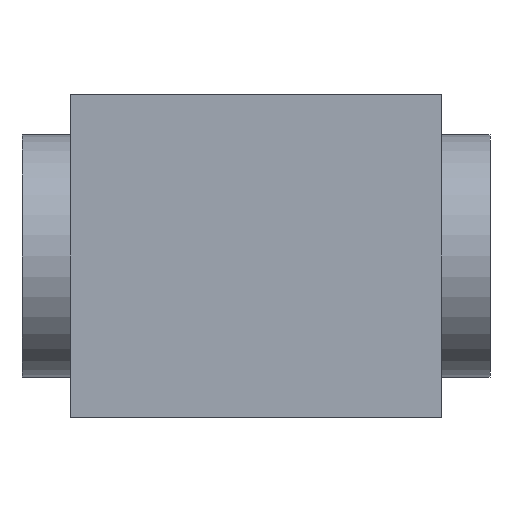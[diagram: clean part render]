
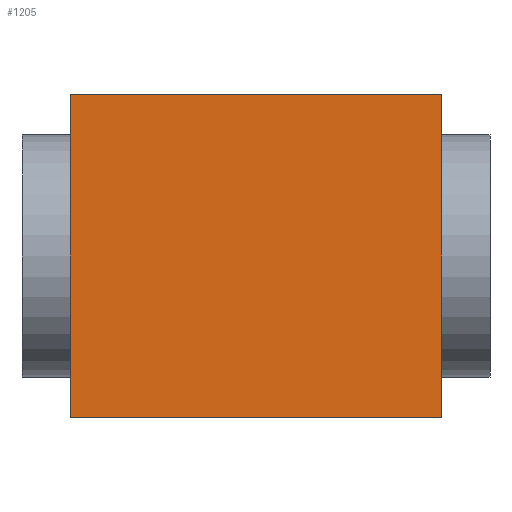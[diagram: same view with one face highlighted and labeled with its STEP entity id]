
A CAD part, front view. The second image highlights one B-rep face of the part: STEP entity #1205.
In plain terms, the highlighted planar face has unit normal (0, -1, 0).
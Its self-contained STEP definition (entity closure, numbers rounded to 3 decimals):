
#48 = DIRECTION ( 'NONE',  ( 0., -1., 0. ) ) ;
#90 = DIRECTION ( 'NONE',  ( 0., 0., -1. ) ) ;
#160 = DIRECTION ( 'NONE',  ( 1., 0., 0. ) ) ;
#260 = CARTESIAN_POINT ( 'NONE',  ( -11.5, -17., 10. ) ) ;
#515 = DIRECTION ( 'NONE',  ( 0., 0., 1. ) ) ;
#525 = CARTESIAN_POINT ( 'NONE',  ( 11.5, -17., 10. ) ) ;
#563 = CARTESIAN_POINT ( 'NONE',  ( -11.5, -17., -10. ) ) ;
#609 = ORIENTED_EDGE ( 'NONE', *, *, #1004, .F. ) ;
#617 = VERTEX_POINT ( 'NONE', #1265 ) ;
#636 = VECTOR ( 'NONE', #515, 1000. ) ;
#662 = CARTESIAN_POINT ( 'NONE',  ( -11.5, -17., 10. ) ) ;
#799 = LINE ( 'NONE', #662, #636 ) ;
#859 = VECTOR ( 'NONE', #1536, 1000. ) ;
#902 = EDGE_CURVE ( 'NONE', #1446, #904, #799, .T. ) ;
#904 = VERTEX_POINT ( 'NONE', #260 ) ;
#912 = EDGE_LOOP ( 'NONE', ( #609, #994, #1497, #1784 ) ) ;
#923 = VECTOR ( 'NONE', #160, 1000. ) ;
#950 = VERTEX_POINT ( 'NONE', #525 ) ;
#989 = LINE ( 'NONE', #1552, #1477 ) ;
#994 = ORIENTED_EDGE ( 'NONE', *, *, #1115, .F. ) ;
#1004 = EDGE_CURVE ( 'NONE', #950, #617, #1695, .T. ) ;
#1007 = CARTESIAN_POINT ( 'NONE',  ( 11.5, -17., 10. ) ) ;
#1067 = CARTESIAN_POINT ( 'NONE',  ( 0., -17., 0. ) ) ;
#1115 = EDGE_CURVE ( 'NONE', #904, #950, #1273, .T. ) ;
#1126 = CARTESIAN_POINT ( 'NONE',  ( -11.5, -17., 10. ) ) ;
#1205 = ADVANCED_FACE ( 'NONE', ( #1730 ), #1605, .T. ) ;
#1265 = CARTESIAN_POINT ( 'NONE',  ( 11.5, -17., -10. ) ) ;
#1273 = LINE ( 'NONE', #1126, #923 ) ;
#1384 = EDGE_CURVE ( 'NONE', #617, #1446, #989, .T. ) ;
#1423 = DIRECTION ( 'NONE',  ( -1., 0., 0. ) ) ;
#1446 = VERTEX_POINT ( 'NONE', #563 ) ;
#1477 = VECTOR ( 'NONE', #1423, 1000. ) ;
#1497 = ORIENTED_EDGE ( 'NONE', *, *, #902, .F. ) ;
#1536 = DIRECTION ( 'NONE',  ( 0., 0., -1. ) ) ;
#1552 = CARTESIAN_POINT ( 'NONE',  ( -11.5, -17., -10. ) ) ;
#1562 = AXIS2_PLACEMENT_3D ( 'NONE', #1067, #48, #90 ) ;
#1605 = PLANE ( 'NONE',  #1562 ) ;
#1695 = LINE ( 'NONE', #1007, #859 ) ;
#1730 = FACE_OUTER_BOUND ( 'NONE', #912, .T. ) ;
#1784 = ORIENTED_EDGE ( 'NONE', *, *, #1384, .F. ) ;
